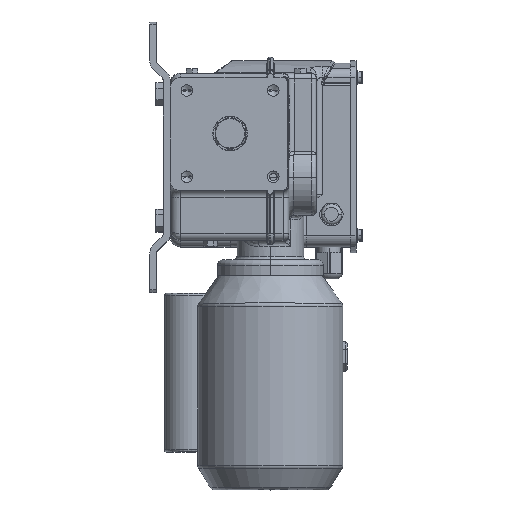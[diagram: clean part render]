
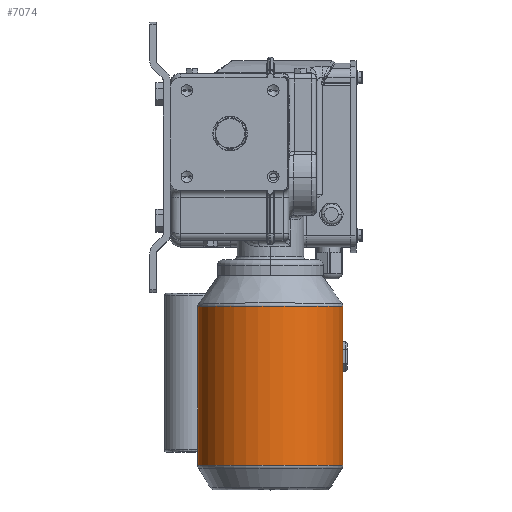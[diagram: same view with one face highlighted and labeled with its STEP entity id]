
A CAD part, top view. The second image highlights one B-rep face of the part: STEP entity #7074.
In plain terms, the highlighted cylindrical face has radius 63 mm (diameter 126 mm), a partial arc.
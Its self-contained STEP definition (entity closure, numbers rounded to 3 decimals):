
#23 = DIRECTION ( 'NONE',  ( 0., 0., 1. ) ) ;
#168 = CARTESIAN_POINT ( 'NONE',  ( 0., -26.613, 63. ) ) ;
#536 = LINE ( 'NONE', #20004, #2182 ) ;
#635 = CIRCLE ( 'NONE', #15449, 63. ) ;
#732 = AXIS2_PLACEMENT_3D ( 'NONE', #1559, #19379, #8618 ) ;
#1559 = CARTESIAN_POINT ( 'NONE',  ( 0., -164.615, 0. ) ) ;
#2182 = VECTOR ( 'NONE', #21986, 1000. ) ;
#2549 = CARTESIAN_POINT ( 'NONE',  ( 0., -26.613, 0. ) ) ;
#2969 = VERTEX_POINT ( 'NONE', #168 ) ;
#3220 = CARTESIAN_POINT ( 'NONE',  ( 0., 0., -63. ) ) ;
#3610 = CYLINDRICAL_SURFACE ( 'NONE', #4779, 63. ) ;
#3725 = ORIENTED_EDGE ( 'NONE', *, *, #9539, .T. ) ;
#4779 = AXIS2_PLACEMENT_3D ( 'NONE', #12089, #15898, #23 ) ;
#5053 = VERTEX_POINT ( 'NONE', #16597 ) ;
#6914 = CARTESIAN_POINT ( 'NONE',  ( 0., -164.615, 63. ) ) ;
#7053 = VERTEX_POINT ( 'NONE', #21225 ) ;
#7074 = ADVANCED_FACE ( 'NONE', ( #10254 ), #3610, .T. ) ;
#8214 = DIRECTION ( 'NONE',  ( 0., 1., 0. ) ) ;
#8492 = ORIENTED_EDGE ( 'NONE', *, *, #17036, .T. ) ;
#8618 = DIRECTION ( 'NONE',  ( 0., 0., -1. ) ) ;
#8992 = EDGE_LOOP ( 'NONE', ( #9812, #3725, #10826, #8492 ) ) ;
#9384 = DIRECTION ( 'NONE',  ( 0., -1., 0. ) ) ;
#9539 = EDGE_CURVE ( 'NONE', #7053, #10142, #10726, .T. ) ;
#9812 = ORIENTED_EDGE ( 'NONE', *, *, #12763, .F. ) ;
#10142 = VERTEX_POINT ( 'NONE', #6914 ) ;
#10254 = FACE_OUTER_BOUND ( 'NONE', #8992, .T. ) ;
#10726 = CIRCLE ( 'NONE', #732, 63. ) ;
#10826 = ORIENTED_EDGE ( 'NONE', *, *, #19551, .T. ) ;
#12089 = CARTESIAN_POINT ( 'NONE',  ( 0., 0., 0. ) ) ;
#12763 = EDGE_CURVE ( 'NONE', #7053, #5053, #13656, .T. ) ;
#13656 = LINE ( 'NONE', #3220, #13836 ) ;
#13836 = VECTOR ( 'NONE', #8214, 1000. ) ;
#15449 = AXIS2_PLACEMENT_3D ( 'NONE', #2549, #9384, #21784 ) ;
#15898 = DIRECTION ( 'NONE',  ( 0., 1., 0. ) ) ;
#16597 = CARTESIAN_POINT ( 'NONE',  ( 0., -26.613, -63. ) ) ;
#17036 = EDGE_CURVE ( 'NONE', #2969, #5053, #635, .T. ) ;
#19379 = DIRECTION ( 'NONE',  ( 0., 1., 0. ) ) ;
#19551 = EDGE_CURVE ( 'NONE', #10142, #2969, #536, .T. ) ;
#20004 = CARTESIAN_POINT ( 'NONE',  ( 0., 0., 63. ) ) ;
#21225 = CARTESIAN_POINT ( 'NONE',  ( 0., -164.615, -63. ) ) ;
#21784 = DIRECTION ( 'NONE',  ( 0., 0., -1. ) ) ;
#21986 = DIRECTION ( 'NONE',  ( 0., 1., 0. ) ) ;
